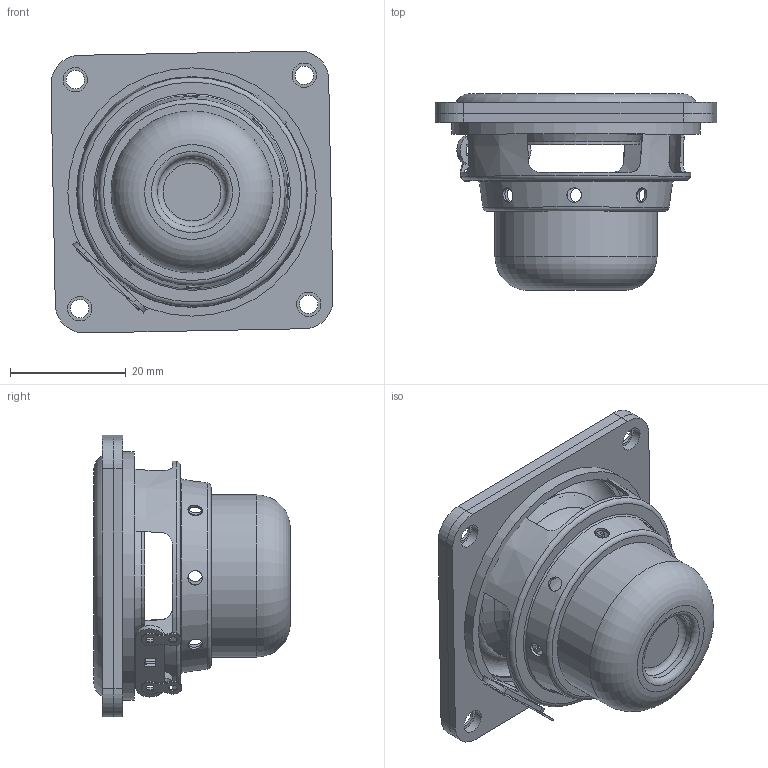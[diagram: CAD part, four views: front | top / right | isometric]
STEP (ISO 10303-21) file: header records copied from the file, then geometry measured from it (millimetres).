
FILE_DESCRIPTION (( 'STEP AP203' ), '1' );
FILE_NAME ('20NFRX4-345A 3D outline drawing 20230407.STEP', '2023-04-07T11:40:49', ( '' ), ( '' ), 'SwSTEP 2.0', 'SolidWorks 2020', '' );
FILE_SCHEMA (( 'CONFIG_CONTROL_DESIGN' ));
Length unit declared in the file: millimetre
Products named in the file (1): 20NFRX4-345A 3D outline drawing 20230407
Bounding box: 48.72 x 34 x 48.72 mm (x, y, z)
Volume: 8384.8 mm3; surface area: 19185.9 mm2
Topology: 11 solids, 11 shells, 182 faces, 458 edges, 302 vertices
Faces by surface type: plane 82, cylinder 70, torus 17, cone 11, sphere 2
Full cylindrical faces by diameter (mm): 1.5 x2, 2.5 x8, 3.2 x4, 4.2 x4, 12 x1, 18 x1, 21.2 x1, 21.8 x1, 22 x1, 26.7 x1, 27 x1, 28 x1, 39 x1, 39.9 x1, 41 x1, 41.6 x1, 42.9 x1, 46 x1
Entity records: 6147 total; most frequent: CARTESIAN_POINT 1985, DIRECTION 816, ORIENTED_EDGE 746, EDGE_CURVE 373, AXIS2_PLACEMENT_3D 328, EDGE_LOOP 318, VERTEX_POINT 281, FACE_OUTER_BOUND 231
